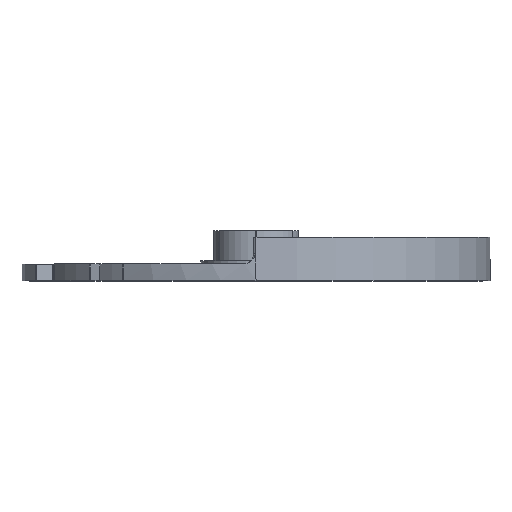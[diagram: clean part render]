
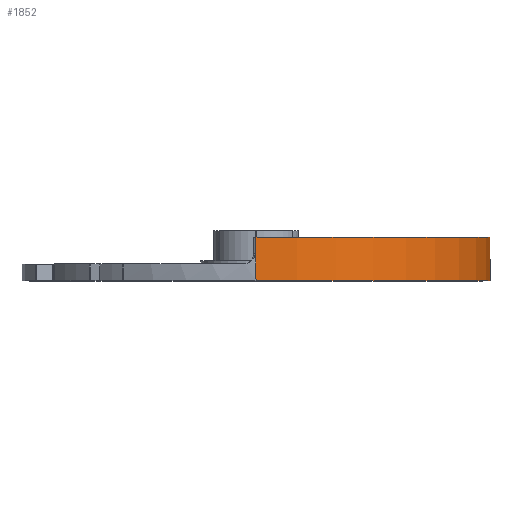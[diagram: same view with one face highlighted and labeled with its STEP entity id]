
A CAD part, top view. The second image highlights one B-rep face of the part: STEP entity #1852.
In plain terms, the highlighted cylindrical face has radius 70 mm (diameter 140 mm), a partial arc.
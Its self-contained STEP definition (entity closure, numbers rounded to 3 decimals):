
#22 = VERTEX_POINT ( 'NONE', #2204 ) ;
#282 = ORIENTED_EDGE ( 'NONE', *, *, #4342, .F. ) ;
#443 = LINE ( 'NONE', #3237, #2771 ) ;
#538 = DIRECTION ( 'NONE',  ( 0., -1., 0. ) ) ;
#608 = DIRECTION ( 'NONE',  ( 0., 1., 0. ) ) ;
#629 = VERTEX_POINT ( 'NONE', #3782 ) ;
#637 = ORIENTED_EDGE ( 'NONE', *, *, #3331, .T. ) ;
#724 = CYLINDRICAL_SURFACE ( 'NONE', #1928, 70. ) ;
#874 = CARTESIAN_POINT ( 'NONE',  ( 0., 0., 0. ) ) ;
#899 = DIRECTION ( 'NONE',  ( 0., 0., 1. ) ) ;
#914 = CARTESIAN_POINT ( 'NONE',  ( 0., 8., -70. ) ) ;
#1094 = DIRECTION ( 'NONE',  ( 0., 1., 0. ) ) ;
#1116 = DIRECTION ( 'NONE',  ( 0., -1., 0. ) ) ;
#1191 = DIRECTION ( 'NONE',  ( 0., -1., 0. ) ) ;
#1424 = CARTESIAN_POINT ( 'NONE',  ( 0., 13., 70. ) ) ;
#1658 = ORIENTED_EDGE ( 'NONE', *, *, #2983, .T. ) ;
#1737 = DIRECTION ( 'NONE',  ( 0., 0., 1. ) ) ;
#1822 = VECTOR ( 'NONE', #3447, 1000. ) ;
#1852 = ADVANCED_FACE ( 'NONE', ( #3730 ), #724, .T. ) ;
#1879 = VERTEX_POINT ( 'NONE', #1424 ) ;
#1928 = AXIS2_PLACEMENT_3D ( 'NONE', #3068, #1116, #2755 ) ;
#2006 = ORIENTED_EDGE ( 'NONE', *, *, #3761, .F. ) ;
#2031 = EDGE_CURVE ( 'NONE', #3125, #4164, #2208, .T. ) ;
#2044 = LINE ( 'NONE', #2756, #1822 ) ;
#2045 = CARTESIAN_POINT ( 'NONE',  ( 0., 13., -70. ) ) ;
#2088 = CARTESIAN_POINT ( 'NONE',  ( 0., 13., 0. ) ) ;
#2105 = VERTEX_POINT ( 'NONE', #4290 ) ;
#2204 = CARTESIAN_POINT ( 'NONE',  ( 0., 8., 70. ) ) ;
#2208 = LINE ( 'NONE', #3567, #3375 ) ;
#2210 = LINE ( 'NONE', #4232, #4147 ) ;
#2523 = CIRCLE ( 'NONE', #3168, 70. ) ;
#2569 = AXIS2_PLACEMENT_3D ( 'NONE', #874, #608, #899 ) ;
#2639 = CIRCLE ( 'NONE', #2569, 70. ) ;
#2755 = DIRECTION ( 'NONE',  ( 0., 0., -1. ) ) ;
#2756 = CARTESIAN_POINT ( 'NONE',  ( 0., 13., 70. ) ) ;
#2771 = VECTOR ( 'NONE', #3901, 1000. ) ;
#2983 = EDGE_CURVE ( 'NONE', #2105, #629, #2639, .T. ) ;
#3004 = EDGE_LOOP ( 'NONE', ( #3335, #637, #1658, #282, #3109, #2006 ) ) ;
#3068 = CARTESIAN_POINT ( 'NONE',  ( 0., 5., 0. ) ) ;
#3109 = ORIENTED_EDGE ( 'NONE', *, *, #2031, .F. ) ;
#3125 = VERTEX_POINT ( 'NONE', #2045 ) ;
#3168 = AXIS2_PLACEMENT_3D ( 'NONE', #2088, #1094, #1737 ) ;
#3237 = CARTESIAN_POINT ( 'NONE',  ( 0., 5., -70. ) ) ;
#3331 = EDGE_CURVE ( 'NONE', #22, #2105, #2210, .T. ) ;
#3335 = ORIENTED_EDGE ( 'NONE', *, *, #3776, .T. ) ;
#3375 = VECTOR ( 'NONE', #538, 1000. ) ;
#3447 = DIRECTION ( 'NONE',  ( 0., -1., 0. ) ) ;
#3567 = CARTESIAN_POINT ( 'NONE',  ( 0., 13., -70. ) ) ;
#3730 = FACE_OUTER_BOUND ( 'NONE', #3004, .T. ) ;
#3761 = EDGE_CURVE ( 'NONE', #1879, #3125, #2523, .T. ) ;
#3776 = EDGE_CURVE ( 'NONE', #1879, #22, #2044, .T. ) ;
#3782 = CARTESIAN_POINT ( 'NONE',  ( 0., 0., -70. ) ) ;
#3901 = DIRECTION ( 'NONE',  ( 0., -1., 0. ) ) ;
#4147 = VECTOR ( 'NONE', #1191, 1000. ) ;
#4164 = VERTEX_POINT ( 'NONE', #914 ) ;
#4232 = CARTESIAN_POINT ( 'NONE',  ( 0., 5., 70. ) ) ;
#4290 = CARTESIAN_POINT ( 'NONE',  ( 0., 0., 70. ) ) ;
#4342 = EDGE_CURVE ( 'NONE', #4164, #629, #443, .T. ) ;
